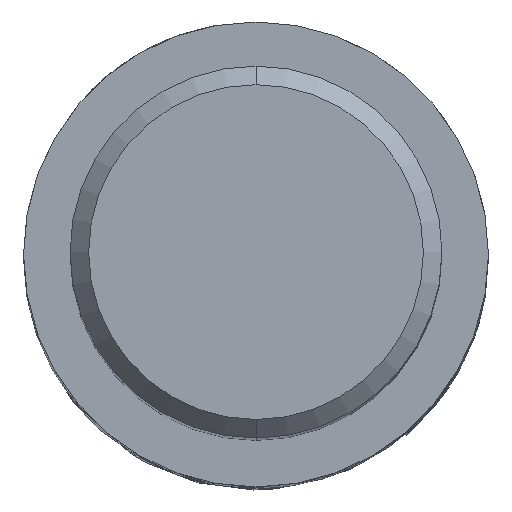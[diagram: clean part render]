
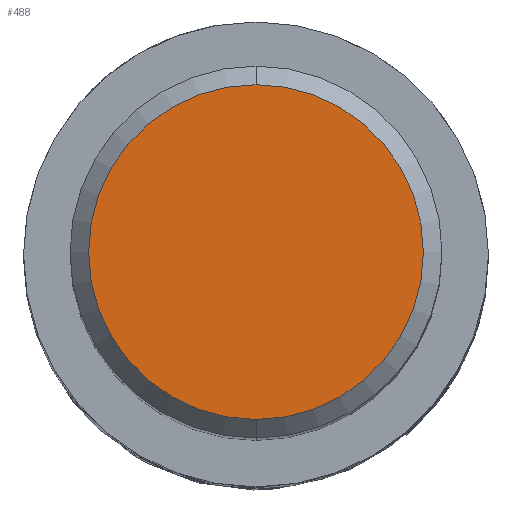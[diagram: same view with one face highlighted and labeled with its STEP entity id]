
A CAD part, top view. The second image highlights one B-rep face of the part: STEP entity #488.
In plain terms, the highlighted planar face has unit normal (0, 0, 1).
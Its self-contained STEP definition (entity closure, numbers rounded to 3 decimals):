
#352=EDGE_CURVE('',#388,#394,#891,.T.);
#388=VERTEX_POINT('',#929);
#394=VERTEX_POINT('',#935);
#488=ADVANCED_FACE('',(#1036),#1037,.T.);
#514=EDGE_CURVE('',#394,#388,#1066,.T.);
#891=CIRCLE('',#2171,5.4);
#929=CARTESIAN_POINT('',(0.,-5.4,0.0));
#935=CARTESIAN_POINT('',(0.0,5.4,0.0));
#1036=FACE_OUTER_BOUND('',#2731,.T.);
#1037=PLANE('',#2732);
#1066=CIRCLE('',#3321,5.4);
#2171=AXIS2_PLACEMENT_3D('',#5285,#5286,#5287);
#2731=EDGE_LOOP('',(#5415,#5416));
#2732=AXIS2_PLACEMENT_3D('',#5417,#5418,#5419);
#3321=AXIS2_PLACEMENT_3D('',#5472,#5473,#5474);
#5285=CARTESIAN_POINT('',(0.0,0.0,0.0));
#5286=DIRECTION('',(0.0,0.0,-1.0));
#5287=DIRECTION('',(0.0,1.0,0.0));
#5415=ORIENTED_EDGE('',*,*,#514,.F.);
#5416=ORIENTED_EDGE('',*,*,#352,.F.);
#5417=CARTESIAN_POINT('',(0.0,2.7,0.0));
#5418=DIRECTION('',(-0.0,0.0,1.0));
#5419=DIRECTION('',(0.0,-1.0,0.0));
#5472=CARTESIAN_POINT('',(0.0,0.0,0.0));
#5473=DIRECTION('',(0.0,0.0,-1.0));
#5474=DIRECTION('',(0.0,1.0,0.0));
